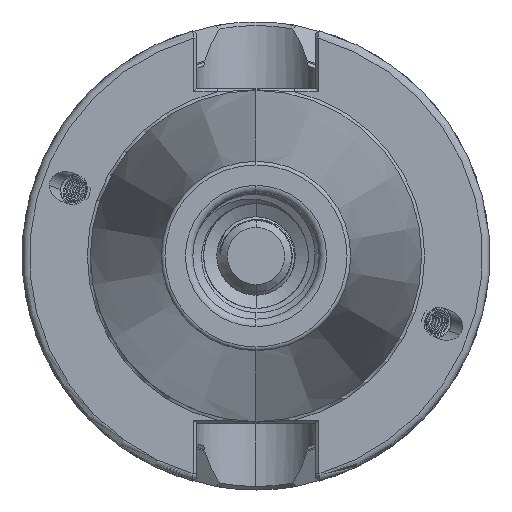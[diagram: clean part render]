
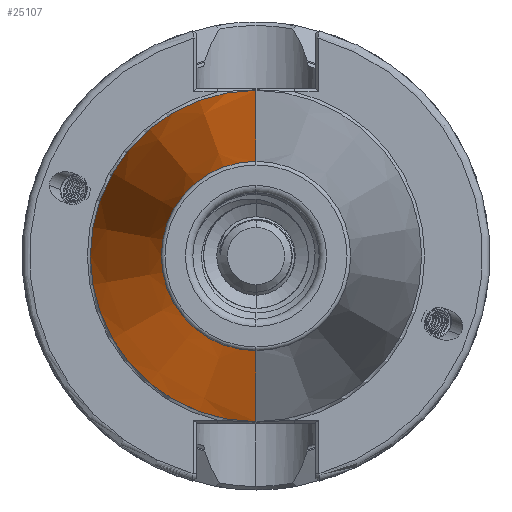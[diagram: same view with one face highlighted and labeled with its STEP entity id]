
A CAD part, left-side view. The second image highlights one B-rep face of the part: STEP entity #25107.
In plain terms, the highlighted conical face has half-angle 8.297 degrees and reference radius 22.298 mm.
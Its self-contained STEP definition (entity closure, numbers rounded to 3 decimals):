
#5497 = ORIENTED_EDGE ( 'NONE', *, *, #6835, .T. ) ;
#6835 = EDGE_CURVE ( 'NONE', #23635, #23594, #20848, .T. ) ;
#6855 = EDGE_CURVE ( 'NONE', #23635, #23593, #20831, .T. ) ;
#6920 = EDGE_CURVE ( 'NONE', #23593, #23623, #20889, .T. ) ;
#6927 = EDGE_CURVE ( 'NONE', #23594, #23623, #20907, .T. ) ;
#8997 = DIRECTION ( 'NONE',  ( 1., 0., 0. ) ) ;
#9000 = DIRECTION ( 'NONE',  ( 0., 0., -1. ) ) ;
#9026 = CARTESIAN_POINT ( 'NONE',  ( -1.5, 0., 0. ) ) ;
#12320 = EDGE_LOOP ( 'NONE', ( #5497, #15168, #15171, #15182 ) ) ;
#15168 = ORIENTED_EDGE ( 'NONE', *, *, #6927, .T. ) ;
#15171 = ORIENTED_EDGE ( 'NONE', *, *, #6920, .F. ) ;
#15182 = ORIENTED_EDGE ( 'NONE', *, *, #6855, .F. ) ;
#20608 = CONICAL_SURFACE ( 'NONE', #22253, 22.298, 0.145 ) ;
#20614 = FACE_OUTER_BOUND ( 'NONE', #12320, .T. ) ;
#20831 = LINE ( 'NONE', #22662, #20868 ) ;
#20848 = CIRCLE ( 'NONE', #21579, 12.75 ) ;
#20868 = VECTOR ( 'NONE', #22664, 1000. ) ;
#20885 = VECTOR ( 'NONE', #22788, 1000. ) ;
#20889 = CIRCLE ( 'NONE', #21571, 22.298 ) ;
#20907 = LINE ( 'NONE', #22781, #20885 ) ;
#21571 = AXIS2_PLACEMENT_3D ( 'NONE', #22812, #22783, #22784 ) ;
#21579 = AXIS2_PLACEMENT_3D ( 'NONE', #22604, #22587, #22600 ) ;
#22253 = AXIS2_PLACEMENT_3D ( 'NONE', #9026, #8997, #9000 ) ;
#22587 = DIRECTION ( 'NONE',  ( 1., 0., 0. ) ) ;
#22600 = DIRECTION ( 'NONE',  ( 0., 0., -1. ) ) ;
#22604 = CARTESIAN_POINT ( 'NONE',  ( -66.972, 0., 0. ) ) ;
#22662 = CARTESIAN_POINT ( 'NONE',  ( -1.5, 0., -22.298 ) ) ;
#22664 = DIRECTION ( 'NONE',  ( 0.99, 0., -0.144 ) ) ;
#22781 = CARTESIAN_POINT ( 'NONE',  ( -1.5, 0., 22.298 ) ) ;
#22783 = DIRECTION ( 'NONE',  ( 1., 0., 0. ) ) ;
#22784 = DIRECTION ( 'NONE',  ( 0., 0., -1. ) ) ;
#22788 = DIRECTION ( 'NONE',  ( 0.99, 0., 0.144 ) ) ;
#22812 = CARTESIAN_POINT ( 'NONE',  ( -1.5, 0., 0. ) ) ;
#23132 = CARTESIAN_POINT ( 'NONE',  ( -66.972, 0., 12.75 ) ) ;
#23166 = CARTESIAN_POINT ( 'NONE',  ( -1.5, 0., -22.298 ) ) ;
#23234 = CARTESIAN_POINT ( 'NONE',  ( -1.5, 0., 22.298 ) ) ;
#23253 = CARTESIAN_POINT ( 'NONE',  ( -66.972, 0., -12.75 ) ) ;
#23593 = VERTEX_POINT ( 'NONE', #23166 ) ;
#23594 = VERTEX_POINT ( 'NONE', #23132 ) ;
#23623 = VERTEX_POINT ( 'NONE', #23234 ) ;
#23635 = VERTEX_POINT ( 'NONE', #23253 ) ;
#25107 = ADVANCED_FACE ( 'NONE', ( #20614 ), #20608, .T. ) ;
